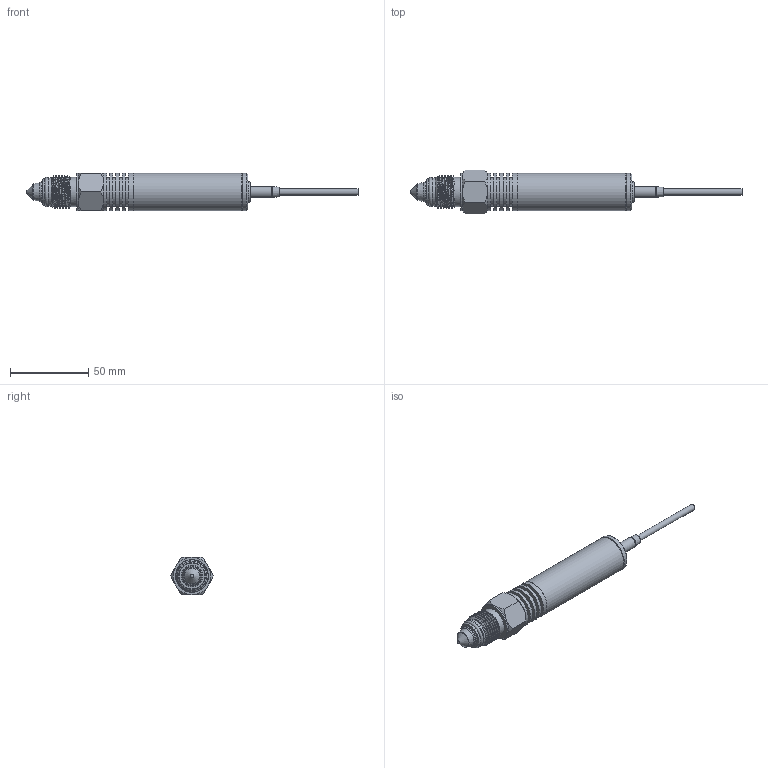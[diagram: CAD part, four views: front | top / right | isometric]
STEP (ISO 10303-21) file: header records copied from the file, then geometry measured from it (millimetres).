
FILE_DESCRIPTION(/* description */ (''),/* implementation_level */ '2;1');
FILE_NAME(/* name */ 'POS 287 3XX.stp',/* time_stamp */ '2018-01-19T11:50:11+01:00',/* author */ ('Vyvoj'),/* organization */ (''),/* preprocessor_version */ 'ST-DEVELOPER v15.2',/* originating_system */ 'Autodesk Inventor LT ',/* authorisation */ '');
FILE_SCHEMA (('AUTOMOTIVE_DESIGN { 1 0 10303 214 3 1 1 }'));
Length unit declared in the file: millimetre
Products named in the file (1): POS 287 3XX
Bounding box: 212.62 x 27.71 x 24 mm (x, y, z)
Volume: 56908.8 mm3; surface area: 14803.9 mm2
Topology: 2 solids, 3 shells, 80 faces, 154 edges, 97 vertices
Faces by surface type: plane 28, cone 21, cylinder 19, bspline 6, torus 5, sphere 1
Full cylindrical faces by diameter (mm): 4 x1, 7 x1, 13 x2, 13.4 x1, 18 x5, 18.63 x1, 24 x8
Entity records: 4412 total; most frequent: CARTESIAN_POINT 2983, DIRECTION 290, ORIENTED_EDGE 204, EDGE_LOOP 143, AXIS2_PLACEMENT_3D 142, EDGE_CURVE 102, VERTEX_POINT 89, ADVANCED_FACE 80
